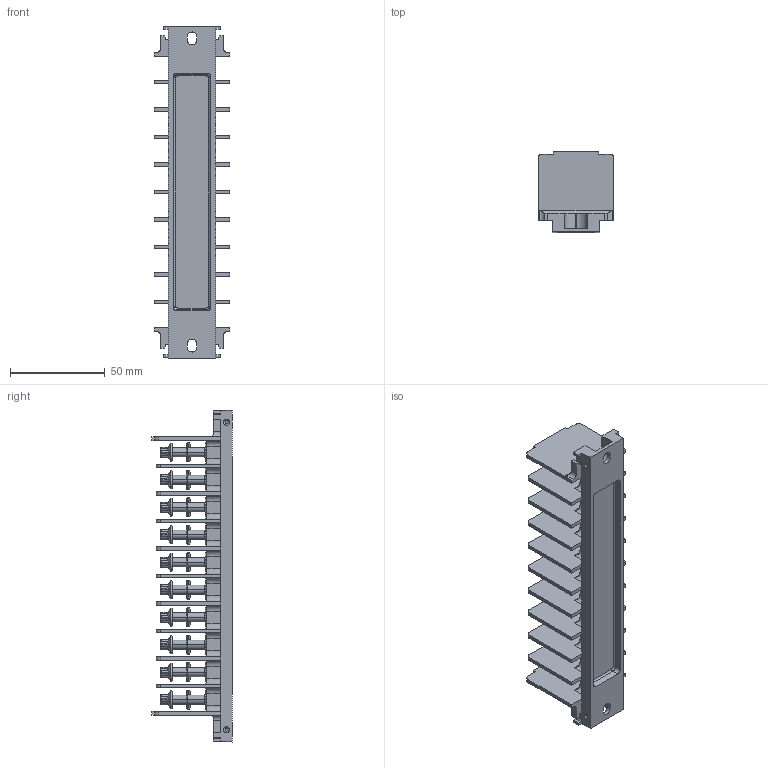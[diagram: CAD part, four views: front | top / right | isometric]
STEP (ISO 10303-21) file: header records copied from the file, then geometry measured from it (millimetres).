
FILE_DESCRIPTION((''),'2;1');
FILE_NAME('32405104004','2020-09-23T',('presta_be4'),(''),'CREO PARAMETRIC BY PTC INC, 2018360','CREO PARAMETRIC BY PTC INC, 2018360','');
FILE_SCHEMA(('CONFIG_CONTROL_DESIGN'));
Length unit declared in the file: millimetre
Products named in the file (1): 32405104004
Bounding box: 40 x 42.5 x 175.2 mm (x, y, z)
Volume: 66952.1 mm3; surface area: 51105.4 mm2
Topology: 11 solids, 11 shells, 956 faces, 2609 edges, 1698 vertices
Faces by surface type: plane 476, cylinder 324, cone 112, torus 40, bspline 4
Entity records: 35762 total; most frequent: CARTESIAN_POINT 12394, ORIENTED_EDGE 5210, DIRECTION 4422, EDGE_CURVE 2605, VERTEX_POINT 1698, AXIS2_PLACEMENT_3D 1582, VECTOR 1258, LINE 1258
